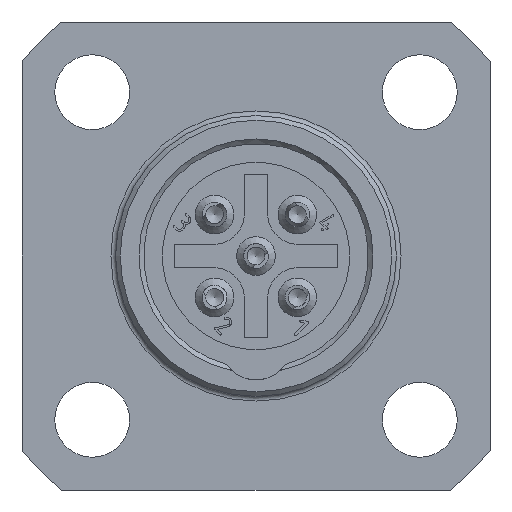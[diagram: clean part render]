
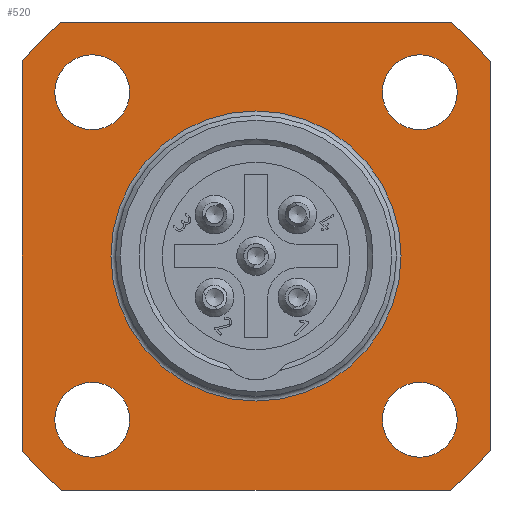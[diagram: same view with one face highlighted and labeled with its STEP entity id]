
A CAD part, left-side view. The second image highlights one B-rep face of the part: STEP entity #520.
In plain terms, the highlighted planar face has unit normal (-1, 0, 0).
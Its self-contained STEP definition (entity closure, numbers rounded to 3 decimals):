
#307=PLANE('',#2994);
#385=FACE_BOUND('',#866,.T.);
#386=FACE_BOUND('',#867,.T.);
#387=FACE_BOUND('',#868,.T.);
#388=FACE_BOUND('',#869,.T.);
#389=FACE_BOUND('',#870,.T.);
#390=FACE_BOUND('',#871,.T.);
#520=ADVANCED_FACE('',(#385,#386,#387,#388,#389,#390),#307,.F.);
#866=EDGE_LOOP('',(#1236));
#867=EDGE_LOOP('',(#1237));
#868=EDGE_LOOP('',(#1238));
#869=EDGE_LOOP('',(#1239));
#870=EDGE_LOOP('',(#1240));
#871=EDGE_LOOP('',(#1241,#1242,#1243,#1244,#1245,#1246,#1247,#1248));
#1106=CIRCLE('',#2969,13.);
#1108=CIRCLE('',#2972,13.);
#1110=CIRCLE('',#2975,13.);
#1117=CIRCLE('',#2984,13.);
#1120=CIRCLE('',#2989,1.6);
#1121=CIRCLE('',#2990,1.6);
#1122=CIRCLE('',#2991,1.6);
#1123=CIRCLE('',#2992,1.6);
#1124=CIRCLE('',#2993,6.2);
#1236=ORIENTED_EDGE('',*,*,#2258,.F.);
#1237=ORIENTED_EDGE('',*,*,#2259,.F.);
#1238=ORIENTED_EDGE('',*,*,#2260,.T.);
#1239=ORIENTED_EDGE('',*,*,#2261,.T.);
#1240=ORIENTED_EDGE('',*,*,#2262,.T.);
#1241=ORIENTED_EDGE('',*,*,#2254,.T.);
#1242=ORIENTED_EDGE('',*,*,#2263,.F.);
#1243=ORIENTED_EDGE('',*,*,#2234,.T.);
#1244=ORIENTED_EDGE('',*,*,#2264,.F.);
#1245=ORIENTED_EDGE('',*,*,#2238,.T.);
#1246=ORIENTED_EDGE('',*,*,#2265,.F.);
#1247=ORIENTED_EDGE('',*,*,#2242,.T.);
#1248=ORIENTED_EDGE('',*,*,#2266,.F.);
#1958=VERTEX_POINT('',#3901);
#1960=VERTEX_POINT('',#3905);
#1962=VERTEX_POINT('',#3910);
#1964=VERTEX_POINT('',#3914);
#1966=VERTEX_POINT('',#3919);
#1968=VERTEX_POINT('',#3923);
#1976=VERTEX_POINT('',#3945);
#1977=VERTEX_POINT('',#3947);
#1980=VERTEX_POINT('',#3956);
#1981=VERTEX_POINT('',#3958);
#1982=VERTEX_POINT('',#3960);
#1983=VERTEX_POINT('',#3962);
#1984=VERTEX_POINT('',#3964);
#2234=EDGE_CURVE('',#1958,#1960,#1106,.T.);
#2238=EDGE_CURVE('',#1962,#1964,#1108,.T.);
#2242=EDGE_CURVE('',#1966,#1968,#1110,.T.);
#2254=EDGE_CURVE('',#1977,#1976,#1117,.T.);
#2258=EDGE_CURVE('',#1980,#1980,#1120,.T.);
#2259=EDGE_CURVE('',#1981,#1981,#1121,.T.);
#2260=EDGE_CURVE('',#1982,#1982,#1122,.T.);
#2261=EDGE_CURVE('',#1983,#1983,#1123,.T.);
#2262=EDGE_CURVE('',#1984,#1984,#1124,.T.);
#2263=EDGE_CURVE('',#1958,#1976,#2619,.T.);
#2264=EDGE_CURVE('',#1962,#1960,#2620,.T.);
#2265=EDGE_CURVE('',#1966,#1964,#2621,.T.);
#2266=EDGE_CURVE('',#1977,#1968,#2622,.T.);
#2619=LINE('',#3965,#2783);
#2620=LINE('',#3966,#2784);
#2621=LINE('',#3967,#2785);
#2622=LINE('',#3968,#2786);
#2783=VECTOR('',#3278,1.);
#2784=VECTOR('',#3279,1.);
#2785=VECTOR('',#3280,1.);
#2786=VECTOR('',#3281,1.);
#2969=AXIS2_PLACEMENT_3D('',#3906,#3218,#3219);
#2972=AXIS2_PLACEMENT_3D('',#3915,#3226,#3227);
#2975=AXIS2_PLACEMENT_3D('',#3924,#3234,#3235);
#2984=AXIS2_PLACEMENT_3D('',#3946,#3257,#3258);
#2989=AXIS2_PLACEMENT_3D('',#3955,#3268,#3269);
#2990=AXIS2_PLACEMENT_3D('',#3957,#3270,#3271);
#2991=AXIS2_PLACEMENT_3D('',#3959,#3272,#3273);
#2992=AXIS2_PLACEMENT_3D('',#3961,#3274,#3275);
#2993=AXIS2_PLACEMENT_3D('',#3963,#3276,#3277);
#2994=AXIS2_PLACEMENT_3D('',#3969,#3282,#3283);
#3218=DIRECTION('',(-1.,0.,0.));
#3219=DIRECTION('',(0.,0.,-1.));
#3226=DIRECTION('',(-1.,0.,0.));
#3227=DIRECTION('',(0.,0.,-1.));
#3234=DIRECTION('',(-1.,0.,0.));
#3235=DIRECTION('',(0.,0.,-1.));
#3257=DIRECTION('',(-1.,0.,0.));
#3258=DIRECTION('',(0.,0.,-1.));
#3268=DIRECTION('',(-1.,0.,0.));
#3269=DIRECTION('',(0.,0.,-1.));
#3270=DIRECTION('',(-1.,0.,0.));
#3271=DIRECTION('',(0.,0.,-1.));
#3272=DIRECTION('',(1.,0.,0.));
#3273=DIRECTION('',(0.,0.,-1.));
#3274=DIRECTION('',(1.,0.,0.));
#3275=DIRECTION('',(0.,0.,-1.));
#3276=DIRECTION('',(1.,0.,0.));
#3277=DIRECTION('',(0.,0.,-1.));
#3278=DIRECTION('',(0.,0.,1.));
#3279=DIRECTION('',(0.,1.,0.));
#3280=DIRECTION('',(0.,0.,-1.));
#3281=DIRECTION('',(0.,-1.,0.));
#3282=DIRECTION('',(1.,0.,0.));
#3283=DIRECTION('',(0.,0.,-1.));
#3901=CARTESIAN_POINT('',(5.,10.,-8.307));
#3905=CARTESIAN_POINT('',(5.,8.307,-10.));
#3906=CARTESIAN_POINT('',(5.,0.,0.));
#3910=CARTESIAN_POINT('',(5.,-8.307,-10.));
#3914=CARTESIAN_POINT('',(5.,-10.,-8.307));
#3915=CARTESIAN_POINT('',(5.,0.,0.));
#3919=CARTESIAN_POINT('',(5.,-10.,8.307));
#3923=CARTESIAN_POINT('',(5.,-8.307,10.));
#3924=CARTESIAN_POINT('',(5.,0.,0.));
#3945=CARTESIAN_POINT('',(5.,10.,8.307));
#3946=CARTESIAN_POINT('',(5.,0.,0.));
#3947=CARTESIAN_POINT('',(5.,8.307,10.));
#3955=CARTESIAN_POINT('',(5.,7.,7.));
#3956=CARTESIAN_POINT('',(5.,7.,5.4));
#3957=CARTESIAN_POINT('',(5.,7.,-7.));
#3958=CARTESIAN_POINT('',(5.,7.,-8.6));
#3959=CARTESIAN_POINT('',(5.,-7.,7.));
#3960=CARTESIAN_POINT('',(5.,-7.,5.4));
#3961=CARTESIAN_POINT('',(5.,-7.,-7.));
#3962=CARTESIAN_POINT('',(5.,-7.,-8.6));
#3963=CARTESIAN_POINT('',(5.,0.,0.));
#3964=CARTESIAN_POINT('',(5.,0.,-6.2));
#3965=CARTESIAN_POINT('',(5.,10.,-10.));
#3966=CARTESIAN_POINT('',(5.,-10.,-10.));
#3967=CARTESIAN_POINT('',(5.,-10.,10.));
#3968=CARTESIAN_POINT('',(5.,10.,10.));
#3969=CARTESIAN_POINT('',(5.,0.,0.));
